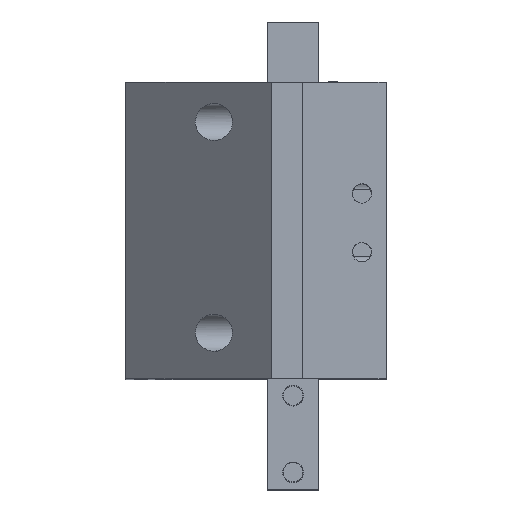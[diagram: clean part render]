
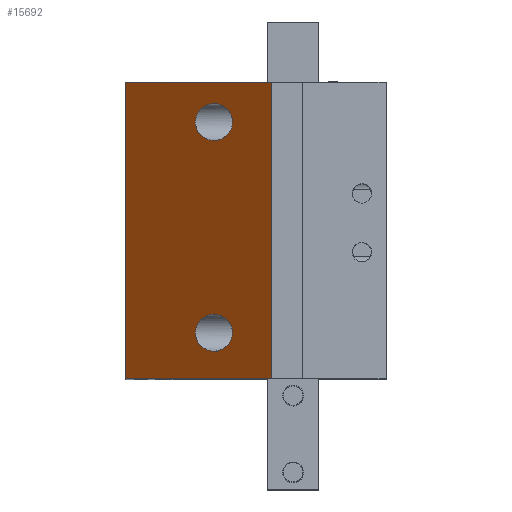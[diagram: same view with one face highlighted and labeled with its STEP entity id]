
A CAD part, top view. The second image highlights one B-rep face of the part: STEP entity #15692.
In plain terms, the highlighted planar face has unit normal (-0.706, 0, 0.709).
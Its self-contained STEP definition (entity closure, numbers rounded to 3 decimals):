
#394=FACE_BOUND('',#2450,.T.);
#395=FACE_BOUND('',#2451,.T.);
#703=PLANE('',#16750);
#1513=FACE_OUTER_BOUND('',#2449,.T.);
#2449=EDGE_LOOP('',(#12819,#12820,#12821,#12822));
#2450=EDGE_LOOP('',(#12823));
#2451=EDGE_LOOP('',(#12824));
#3320=LINE('',#23308,#5264);
#3386=LINE('',#23499,#5330);
#3776=LINE('',#24838,#5720);
#3935=LINE('',#25196,#5879);
#5264=VECTOR('',#18277,10.);
#5330=VECTOR('',#18357,10.);
#5720=VECTOR('',#18973,10.);
#5879=VECTOR('',#19240,10.);
#7001=ELLIPSE('',#16744,4.054,2.86);
#7002=ELLIPSE('',#16748,4.054,2.86);
#7374=VERTEX_POINT('',#23302);
#7376=VERTEX_POINT('',#23306);
#7454=VERTEX_POINT('',#23497);
#7816=VERTEX_POINT('',#24837);
#7945=VERTEX_POINT('',#25184);
#7947=VERTEX_POINT('',#25191);
#9045=EDGE_CURVE('',#7374,#7376,#3320,.T.);
#9124=EDGE_CURVE('',#7454,#7376,#3386,.T.);
#9570=EDGE_CURVE('',#7374,#7816,#3776,.T.);
#9743=EDGE_CURVE('',#7945,#7945,#7001,.T.);
#9746=EDGE_CURVE('',#7947,#7947,#7002,.T.);
#9747=EDGE_CURVE('',#7816,#7454,#3935,.T.);
#12819=ORIENTED_EDGE('',*,*,#9124,.F.);
#12820=ORIENTED_EDGE('',*,*,#9747,.F.);
#12821=ORIENTED_EDGE('',*,*,#9570,.F.);
#12822=ORIENTED_EDGE('',*,*,#9045,.T.);
#12823=ORIENTED_EDGE('',*,*,#9743,.T.);
#12824=ORIENTED_EDGE('',*,*,#9746,.T.);
#15692=ADVANCED_FACE('',(#1513,#394,#395),#703,.F.);
#16744=AXIS2_PLACEMENT_3D('',#25186,#19225,#19226);
#16748=AXIS2_PLACEMENT_3D('',#25193,#19234,#19235);
#16750=AXIS2_PLACEMENT_3D('',#25195,#19238,#19239);
#18277=DIRECTION('',(0.,-1.,0.));
#18357=DIRECTION('',(-0.709,0.,-0.705));
#18973=DIRECTION('',(0.709,0.,0.705));
#19225=DIRECTION('center_axis',(0.705,0.,-0.709));
#19226=DIRECTION('ref_axis',(0.709,0.,0.705));
#19234=DIRECTION('center_axis',(0.705,0.,-0.709));
#19235=DIRECTION('ref_axis',(0.709,0.,0.705));
#19238=DIRECTION('center_axis',(0.705,0.,-0.709));
#19239=DIRECTION('ref_axis',(-0.709,0.,-0.705));
#19240=DIRECTION('',(0.,-1.,0.));
#23302=CARTESIAN_POINT('',(-23.3,17.503,378.478));
#23306=CARTESIAN_POINT('',(-23.3,-28.492,378.478));
#23308=CARTESIAN_POINT('',(-23.3,-28.492,378.478));
#23497=CARTESIAN_POINT('',(-0.774,-28.492,400.9));
#23499=CARTESIAN_POINT('',(-4.275,-28.492,397.415));
#24837=CARTESIAN_POINT('',(-0.776,17.503,400.9));
#24838=CARTESIAN_POINT('',(-23.293,17.503,378.484));
#25184=CARTESIAN_POINT('',(-9.655,-18.492,392.06));
#25186=CARTESIAN_POINT('Origin',(-9.655,-21.352,392.06));
#25191=CARTESIAN_POINT('',(-9.655,14.188,392.06));
#25193=CARTESIAN_POINT('Origin',(-9.655,11.328,392.06));
#25195=CARTESIAN_POINT('Origin',(-0.774,-28.492,400.9));
#25196=CARTESIAN_POINT('',(-0.774,-28.492,400.9));
